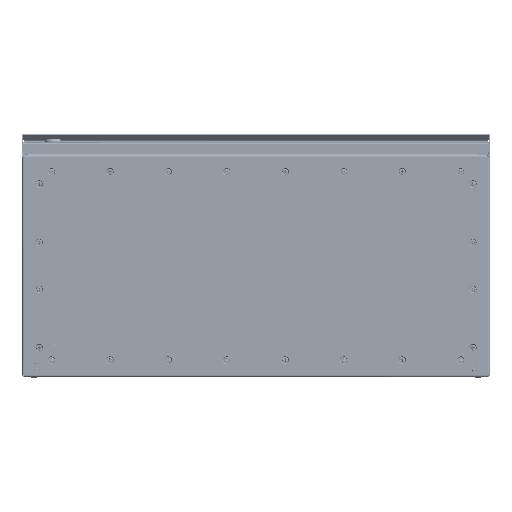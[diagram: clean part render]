
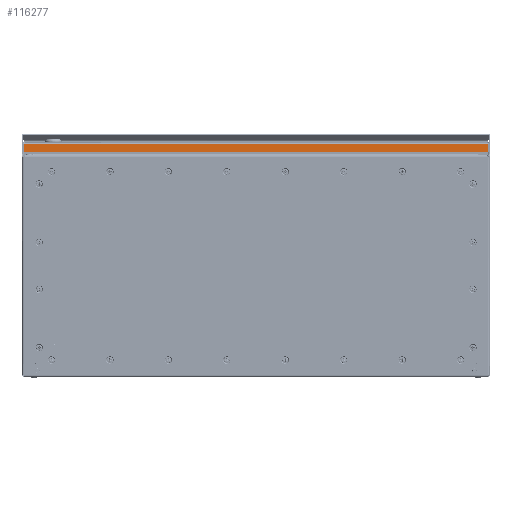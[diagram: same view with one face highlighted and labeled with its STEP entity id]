
A CAD part, front view. The second image highlights one B-rep face of the part: STEP entity #116277.
In plain terms, the highlighted planar face has unit normal (0, -1, 0).
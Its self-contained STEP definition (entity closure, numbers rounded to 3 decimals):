
#4657 = CARTESIAN_POINT ( 'NONE',  ( 0., -598., 0. ) ) ;
#6337 = CARTESIAN_POINT ( 'NONE',  ( 398.5, -598., -3.4 ) ) ;
#10677 = DIRECTION ( 'NONE',  ( 0., 0., -1. ) ) ;
#10713 = EDGE_CURVE ( 'NONE', #11477, #104240, #57046, .T. ) ;
#11477 = VERTEX_POINT ( 'NONE', #133124 ) ;
#14053 = CARTESIAN_POINT ( 'NONE',  ( 0., -598., -16.5 ) ) ;
#15078 = DIRECTION ( 'NONE',  ( 0., 1., 0. ) ) ;
#22099 = ORIENTED_EDGE ( 'NONE', *, *, #58707, .F. ) ;
#23169 = DIRECTION ( 'NONE',  ( 1., 0., 0. ) ) ;
#30130 = EDGE_CURVE ( 'NONE', #87375, #40939, #80705, .T. ) ;
#34558 = PLANE ( 'NONE',  #90488 ) ;
#40853 = VECTOR ( 'NONE', #10677, 1000. ) ;
#40939 = VERTEX_POINT ( 'NONE', #63678 ) ;
#52181 = VECTOR ( 'NONE', #69655, 1000. ) ;
#57046 = LINE ( 'NONE', #6337, #113658 ) ;
#58707 = EDGE_CURVE ( 'NONE', #104240, #40939, #120219, .T. ) ;
#62314 = CARTESIAN_POINT ( 'NONE',  ( 396.746, -598., -1.4 ) ) ;
#63572 = ORIENTED_EDGE ( 'NONE', *, *, #30130, .T. ) ;
#63678 = CARTESIAN_POINT ( 'NONE',  ( 396.746, -598., -16.5 ) ) ;
#69655 = DIRECTION ( 'NONE',  ( 0., 0., -1. ) ) ;
#71537 = LINE ( 'NONE', #121247, #52181 ) ;
#80705 = LINE ( 'NONE', #14053, #124473 ) ;
#81011 = ORIENTED_EDGE ( 'NONE', *, *, #130174, .T. ) ;
#81232 = CARTESIAN_POINT ( 'NONE',  ( 396.746, -598., -3.4 ) ) ;
#87375 = VERTEX_POINT ( 'NONE', #95159 ) ;
#90488 = AXIS2_PLACEMENT_3D ( 'NONE', #4657, #15078, #117813 ) ;
#91365 = FACE_OUTER_BOUND ( 'NONE', #132652, .T. ) ;
#95159 = CARTESIAN_POINT ( 'NONE',  ( -396.746, -598., -16.5 ) ) ;
#104240 = VERTEX_POINT ( 'NONE', #81232 ) ;
#113658 = VECTOR ( 'NONE', #120866, 1000. ) ;
#116277 = ADVANCED_FACE ( 'NONE', ( #91365 ), #34558, .F. ) ;
#117813 = DIRECTION ( 'NONE',  ( 0., 0., 1. ) ) ;
#120219 = LINE ( 'NONE', #62314, #40853 ) ;
#120866 = DIRECTION ( 'NONE',  ( 1., 0., 0. ) ) ;
#121052 = ORIENTED_EDGE ( 'NONE', *, *, #10713, .F. ) ;
#121247 = CARTESIAN_POINT ( 'NONE',  ( -396.746, -598., 0. ) ) ;
#124473 = VECTOR ( 'NONE', #23169, 1000. ) ;
#130174 = EDGE_CURVE ( 'NONE', #11477, #87375, #71537, .T. ) ;
#132652 = EDGE_LOOP ( 'NONE', ( #22099, #121052, #81011, #63572 ) ) ;
#133124 = CARTESIAN_POINT ( 'NONE',  ( -396.746, -598., -3.4 ) ) ;
